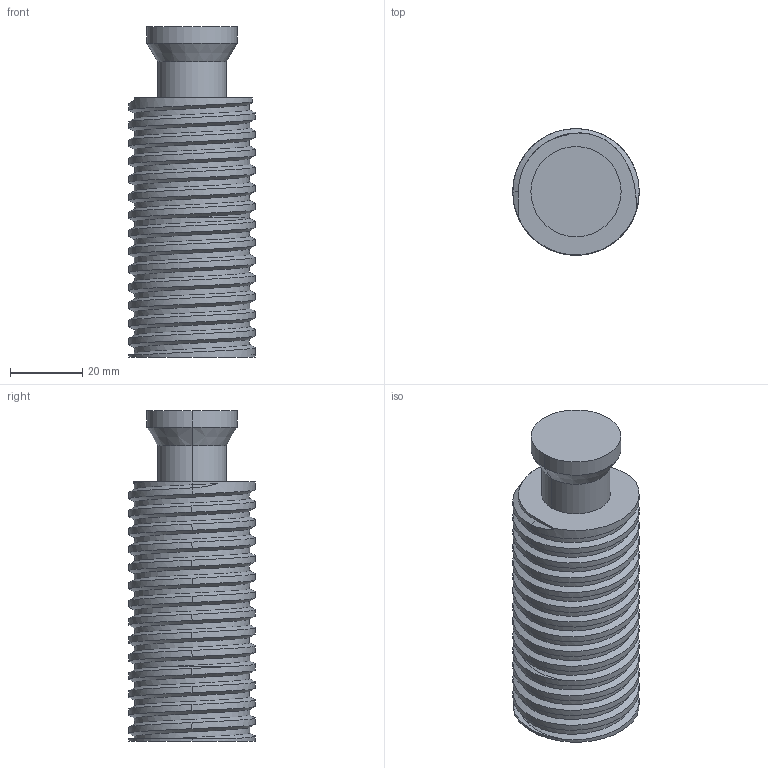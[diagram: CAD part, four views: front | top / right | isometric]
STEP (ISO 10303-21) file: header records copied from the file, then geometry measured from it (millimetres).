
FILE_DESCRIPTION (( 'STEP AP203' ), '1' );
FILE_NAME ('filament spool holder spindle-shaft.STEP', '2018-01-09T05:11:13', ( '' ), ( '' ), 'SwSTEP 2.0', 'SolidWorks 2017', '' );
FILE_SCHEMA (( 'CONFIG_CONTROL_DESIGN' ));
Length unit declared in the file: millimetre
Products named in the file (1): filament spool holder spindle-shaft
Bounding box: 35 x 35 x 91.52 mm (x, y, z)
Volume: 66477.4 mm3; surface area: 15371.3 mm2
Topology: 1 solids, 2 shells, 57 faces, 162 edges, 111 vertices
Faces by surface type: cylinder 38, plane 10, bspline 7, cone 2
Entity records: 12272 total; most frequent: CARTESIAN_POINT 10888, ORIENTED_EDGE 324, DIRECTION 192, EDGE_CURVE 162, VERTEX_POINT 111, B_SPLINE_CURVE_WITH_KNOTS 93, AXIS2_PLACEMENT_3D 73, EDGE_LOOP 59
